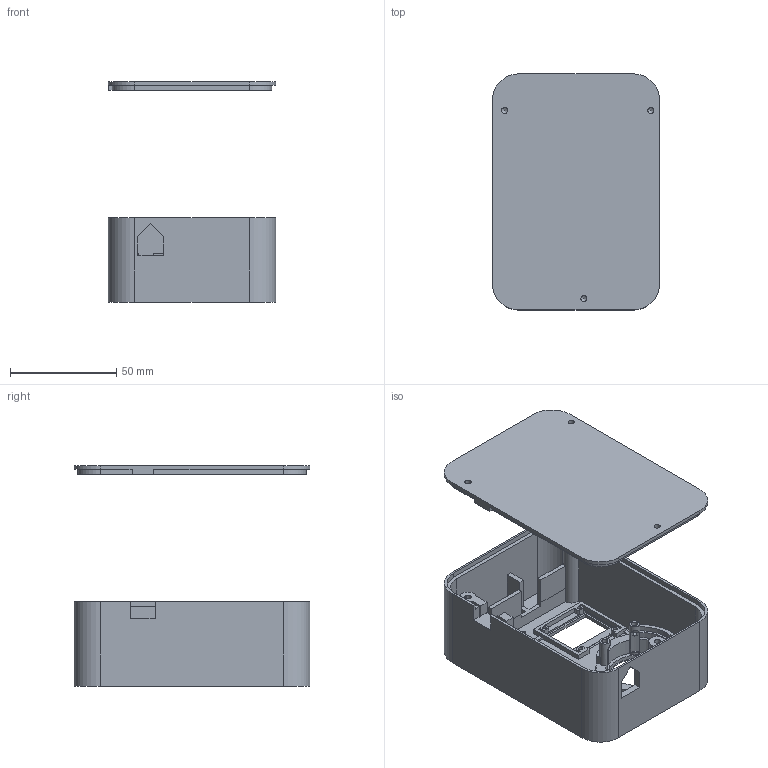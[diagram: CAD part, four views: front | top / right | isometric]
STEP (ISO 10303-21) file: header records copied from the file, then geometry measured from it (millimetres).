
FILE_DESCRIPTION(/* description */ (''),/* implementation_level */ '2;1');
FILE_NAME(/* name */ 'TobyTransmitterMini_BLANK_v2.step',/* time_stamp */ '2020-11-19T03:03:25-07:00',/* author */ (''),/* organization */ (''),/* preprocessor_version */ 'ST-DEVELOPER v18.1',/* originating_system */ 'Autodesk Translation Framework v9.3.0.1241',/* authorisation */ '');
FILE_SCHEMA (('AUTOMOTIVE_DESIGN { 1 0 10303 214 3 1 1 }'));
Length unit declared in the file: millimetre
Products named in the file (1): (Unsaved)
Bounding box: 78.68 x 110.99 x 103.8 mm (x, y, z)
Volume: 102745.8 mm3; surface area: 70940.9 mm2
Topology: 2 solids, 2 shells, 305 faces, 890 edges, 585 vertices
Faces by surface type: plane 194, cylinder 87, cone 23, bspline 1
Full cylindrical faces by diameter (mm): 1.9 x8, 2.9 x10, 5 x4, 7.91 x1, 8.2 x1, 27.949 x1
Entity records: 10275 total; most frequent: CARTESIAN_POINT 1983, ORIENTED_EDGE 1750, DIRECTION 1698, EDGE_CURVE 875, LINE 620, VECTOR 620, VERTEX_POINT 585, AXIS2_PLACEMENT_3D 539
